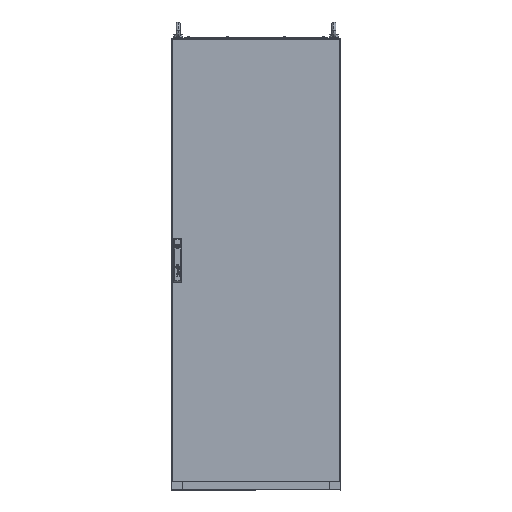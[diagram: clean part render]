
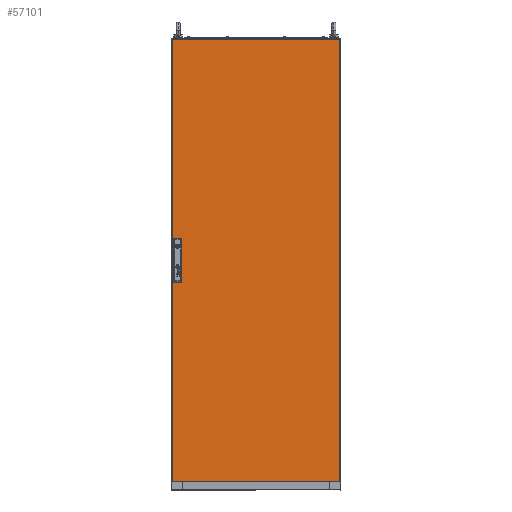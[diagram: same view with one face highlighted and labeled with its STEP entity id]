
A CAD part, top view. The second image highlights one B-rep face of the part: STEP entity #57101.
In plain terms, the highlighted planar face has unit normal (0, 0, 1).
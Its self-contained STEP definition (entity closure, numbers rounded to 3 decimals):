
#1616 = VECTOR ( 'NONE', #52429, 1000. ) ;
#2056 = ORIENTED_EDGE ( 'NONE', *, *, #164801, .F. ) ;
#2590 = DIRECTION ( 'NONE',  ( 0., -1., 0. ) ) ;
#2881 = ORIENTED_EDGE ( 'NONE', *, *, #33974, .T. ) ;
#6224 = ORIENTED_EDGE ( 'NONE', *, *, #51033, .F. ) ;
#6747 = VECTOR ( 'NONE', #38474, 1000. ) ;
#8147 = CARTESIAN_POINT ( 'NONE',  ( -290.7, 38.5, 0. ) ) ;
#14109 = VECTOR ( 'NONE', #30521, 1000. ) ;
#19772 = DIRECTION ( 'NONE',  ( 1., 0., 0. ) ) ;
#20673 = PLANE ( 'NONE',  #123883 ) ;
#22546 = LINE ( 'NONE', #64402, #6747 ) ;
#23081 = LINE ( 'NONE', #174861, #1616 ) ;
#25707 = EDGE_CURVE ( 'NONE', #111438, #171524, #156616, .T. ) ;
#26055 = ORIENTED_EDGE ( 'NONE', *, *, #82202, .F. ) ;
#26511 = EDGE_CURVE ( 'NONE', #112904, #111438, #164122, .T. ) ;
#27796 = ORIENTED_EDGE ( 'NONE', *, *, #66000, .F. ) ;
#30521 = DIRECTION ( 'NONE',  ( 1., 0., 0. ) ) ;
#32153 = VECTOR ( 'NONE', #50579, 1000. ) ;
#33974 = EDGE_CURVE ( 'NONE', #132172, #157963, #69626, .T. ) ;
#34073 = DIRECTION ( 'NONE',  ( 0., 1., 0. ) ) ;
#35314 = CARTESIAN_POINT ( 'NONE',  ( -290.7, -61.5, 0. ) ) ;
#36009 = VERTEX_POINT ( 'NONE', #100106 ) ;
#36303 = CARTESIAN_POINT ( 'NONE',  ( -265.7, -11.5, 0. ) ) ;
#38474 = DIRECTION ( 'NONE',  ( 1., 0., 0. ) ) ;
#41740 = CARTESIAN_POINT ( 'NONE',  ( -290.7, -61.5, 0. ) ) ;
#44079 = VERTEX_POINT ( 'NONE', #72201 ) ;
#44475 = ORIENTED_EDGE ( 'NONE', *, *, #67343, .T. ) ;
#44708 = DIRECTION ( 'NONE',  ( 0., 0., 1. ) ) ;
#46611 = EDGE_CURVE ( 'NONE', #84039, #131757, #64588, .T. ) ;
#47330 = LINE ( 'NONE', #8147, #172124 ) ;
#49692 = LINE ( 'NONE', #36303, #32153 ) ;
#50579 = DIRECTION ( 'NONE',  ( -1., 0., 0. ) ) ;
#51033 = EDGE_CURVE ( 'NONE', #131757, #44079, #127112, .T. ) ;
#52429 = DIRECTION ( 'NONE',  ( 0., 1., 0. ) ) ;
#55502 = LINE ( 'NONE', #125101, #14109 ) ;
#55914 = VERTEX_POINT ( 'NONE', #171196 ) ;
#57101 = ADVANCED_FACE ( 'NONE', ( #84888, #142020, #167995 ), #20673, .T. ) ;
#60432 = ORIENTED_EDGE ( 'NONE', *, *, #102542, .T. ) ;
#64402 = CARTESIAN_POINT ( 'NONE',  ( -297., -770., 0. ) ) ;
#64588 = LINE ( 'NONE', #103910, #77890 ) ;
#66000 = EDGE_CURVE ( 'NONE', #44079, #36009, #47330, .T. ) ;
#66731 = EDGE_LOOP ( 'NONE', ( #98553, #119078, #26055, #72037 ) ) ;
#67343 = EDGE_CURVE ( 'NONE', #55914, #69335, #23081, .T. ) ;
#69335 = VERTEX_POINT ( 'NONE', #132089 ) ;
#69626 = LINE ( 'NONE', #110661, #156889 ) ;
#71510 = CARTESIAN_POINT ( 'NONE',  ( 0., 0., 0. ) ) ;
#72037 = ORIENTED_EDGE ( 'NONE', *, *, #25707, .F. ) ;
#72201 = CARTESIAN_POINT ( 'NONE',  ( -290.7, 88.5, 0. ) ) ;
#72268 = VECTOR ( 'NONE', #134517, 1000. ) ;
#77123 = DIRECTION ( 'NONE',  ( 1., 0., 0. ) ) ;
#77890 = VECTOR ( 'NONE', #106535, 1000. ) ;
#79706 = EDGE_LOOP ( 'NONE', ( #27796, #6224, #118804, #2056 ) ) ;
#82202 = EDGE_CURVE ( 'NONE', #171524, #143988, #87594, .T. ) ;
#83407 = EDGE_CURVE ( 'NONE', #143988, #112904, #49692, .T. ) ;
#84039 = VERTEX_POINT ( 'NONE', #168147 ) ;
#84619 = CARTESIAN_POINT ( 'NONE',  ( -265.7, 88.5, 0. ) ) ;
#84888 = FACE_BOUND ( 'NONE', #79706, .T. ) ;
#85179 = CARTESIAN_POINT ( 'NONE',  ( -265.7, 88.5, 0. ) ) ;
#86500 = VECTOR ( 'NONE', #77123, 1000. ) ;
#87594 = LINE ( 'NONE', #126877, #168520 ) ;
#87657 = CARTESIAN_POINT ( 'NONE',  ( -297., -770., 0. ) ) ;
#98553 = ORIENTED_EDGE ( 'NONE', *, *, #26511, .F. ) ;
#100106 = CARTESIAN_POINT ( 'NONE',  ( -290.7, 38.5, 0. ) ) ;
#102320 = EDGE_LOOP ( 'NONE', ( #2881, #143681, #44475, #60432 ) ) ;
#102542 = EDGE_CURVE ( 'NONE', #69335, #132172, #133626, .T. ) ;
#103910 = CARTESIAN_POINT ( 'NONE',  ( -265.7, 38.5, 0. ) ) ;
#106535 = DIRECTION ( 'NONE',  ( 0., 1., 0. ) ) ;
#110661 = CARTESIAN_POINT ( 'NONE',  ( -297., 797., 0. ) ) ;
#111438 = VERTEX_POINT ( 'NONE', #35314 ) ;
#112904 = VERTEX_POINT ( 'NONE', #137203 ) ;
#113842 = CARTESIAN_POINT ( 'NONE',  ( -297., 797., 0. ) ) ;
#118804 = ORIENTED_EDGE ( 'NONE', *, *, #46611, .F. ) ;
#119078 = ORIENTED_EDGE ( 'NONE', *, *, #83407, .F. ) ;
#120119 = CARTESIAN_POINT ( 'NONE',  ( -265.7, -11.5, 0. ) ) ;
#123883 = AXIS2_PLACEMENT_3D ( 'NONE', #71510, #44708, #19772 ) ;
#125101 = CARTESIAN_POINT ( 'NONE',  ( -265.7, 38.5, 0. ) ) ;
#126877 = CARTESIAN_POINT ( 'NONE',  ( -265.7, -61.5, 0. ) ) ;
#126932 = VECTOR ( 'NONE', #2590, 1000. ) ;
#127112 = LINE ( 'NONE', #85179, #165734 ) ;
#131757 = VERTEX_POINT ( 'NONE', #84619 ) ;
#132089 = CARTESIAN_POINT ( 'NONE',  ( 297., 797., 0. ) ) ;
#132172 = VERTEX_POINT ( 'NONE', #113842 ) ;
#133626 = LINE ( 'NONE', #160475, #72268 ) ;
#134517 = DIRECTION ( 'NONE',  ( -1., 0., 0. ) ) ;
#137203 = CARTESIAN_POINT ( 'NONE',  ( -290.7, -11.5, 0. ) ) ;
#142020 = FACE_BOUND ( 'NONE', #66731, .T. ) ;
#143681 = ORIENTED_EDGE ( 'NONE', *, *, #158146, .T. ) ;
#143988 = VERTEX_POINT ( 'NONE', #120119 ) ;
#154838 = DIRECTION ( 'NONE',  ( -1., 0., 0. ) ) ;
#156616 = LINE ( 'NONE', #172703, #86500 ) ;
#156889 = VECTOR ( 'NONE', #165197, 1000. ) ;
#157170 = DIRECTION ( 'NONE',  ( 0., -1., 0. ) ) ;
#157963 = VERTEX_POINT ( 'NONE', #87657 ) ;
#158146 = EDGE_CURVE ( 'NONE', #157963, #55914, #22546, .T. ) ;
#160475 = CARTESIAN_POINT ( 'NONE',  ( -297., 797., 0. ) ) ;
#164122 = LINE ( 'NONE', #41740, #126932 ) ;
#164801 = EDGE_CURVE ( 'NONE', #36009, #84039, #55502, .T. ) ;
#165019 = CARTESIAN_POINT ( 'NONE',  ( -265.7, -61.5, 0. ) ) ;
#165197 = DIRECTION ( 'NONE',  ( 0., -1., 0. ) ) ;
#165734 = VECTOR ( 'NONE', #154838, 1000. ) ;
#167995 = FACE_OUTER_BOUND ( 'NONE', #102320, .T. ) ;
#168147 = CARTESIAN_POINT ( 'NONE',  ( -265.7, 38.5, 0. ) ) ;
#168520 = VECTOR ( 'NONE', #34073, 1000. ) ;
#171196 = CARTESIAN_POINT ( 'NONE',  ( 297., -770., 0. ) ) ;
#171524 = VERTEX_POINT ( 'NONE', #165019 ) ;
#172124 = VECTOR ( 'NONE', #157170, 1000. ) ;
#172703 = CARTESIAN_POINT ( 'NONE',  ( -265.7, -61.5, 0. ) ) ;
#174861 = CARTESIAN_POINT ( 'NONE',  ( 297., 797., 0. ) ) ;
